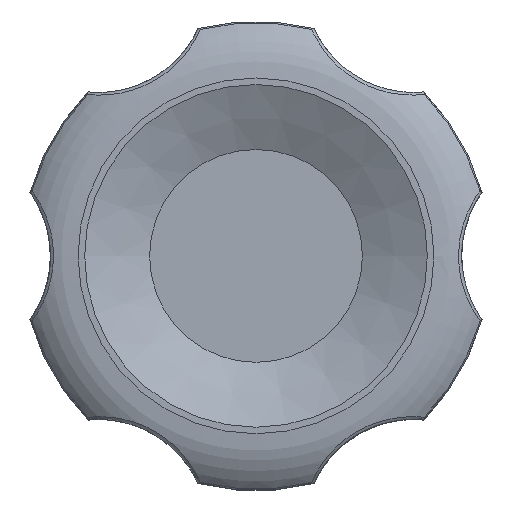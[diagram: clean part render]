
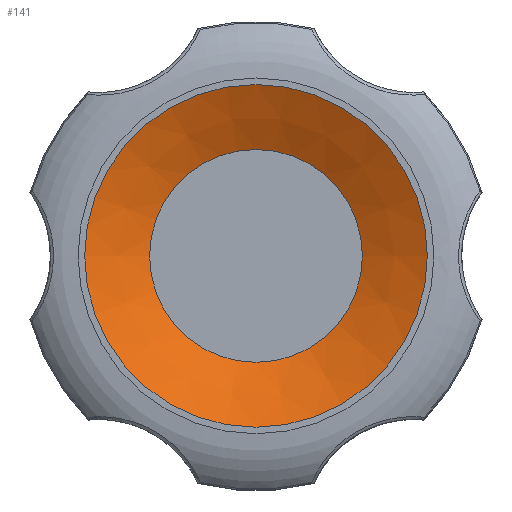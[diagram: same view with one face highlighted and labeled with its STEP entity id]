
A CAD part, top view. The second image highlights one B-rep face of the part: STEP entity #141.
In plain terms, the highlighted conical face has half-angle 64.269 degrees and reference radius 10.95 mm.
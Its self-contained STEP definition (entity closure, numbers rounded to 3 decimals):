
#141 = ADVANCED_FACE( '', ( #308, #309 ), #310, .F. );
#308 = FACE_BOUND( '', #2100, .T. );
#309 = FACE_OUTER_BOUND( '', #2101, .T. );
#310 = CONICAL_SURFACE( '', #2102, 10.95, 1.122 );
#2100 = EDGE_LOOP( '', ( #3539 ) );
#2101 = EDGE_LOOP( '', ( #3540 ) );
#2102 = AXIS2_PLACEMENT_3D( '', #3541, #3542, #3543 );
#3539 = ORIENTED_EDGE( '', *, *, #3860, .F. );
#3540 = ORIENTED_EDGE( '', *, *, #3797, .T. );
#3541 = CARTESIAN_POINT( '', ( 0., 0., 24. ) );
#3542 = DIRECTION( '', ( 0., 0., 1. ) );
#3543 = DIRECTION( '', ( 1., 0., 0. ) );
#3797 = EDGE_CURVE( '', #4023, #4023, #4024, .T. );
#3860 = EDGE_CURVE( '', #4121, #4121, #4122, .T. );
#4023 = VERTEX_POINT( '', #5362 );
#4024 = CIRCLE( '', #5363, 10.95 );
#4121 = VERTEX_POINT( '', #6096 );
#4122 = CIRCLE( '', #6097, 6.8 );
#5362 = CARTESIAN_POINT( '', ( 10.95, 0., 24. ) );
#5363 = AXIS2_PLACEMENT_3D( '', #6508, #6509, #6510 );
#6096 = CARTESIAN_POINT( '', ( 6.8, 0., 22. ) );
#6097 = AXIS2_PLACEMENT_3D( '', #6575, #6576, #6577 );
#6508 = CARTESIAN_POINT( '', ( 0., 0., 24. ) );
#6509 = DIRECTION( '', ( 0., 0., 1. ) );
#6510 = DIRECTION( '', ( 1., 0., 0. ) );
#6575 = CARTESIAN_POINT( '', ( 0., 0., 22. ) );
#6576 = DIRECTION( '', ( 0., 0., 1. ) );
#6577 = DIRECTION( '', ( 1., 0., 0. ) );
